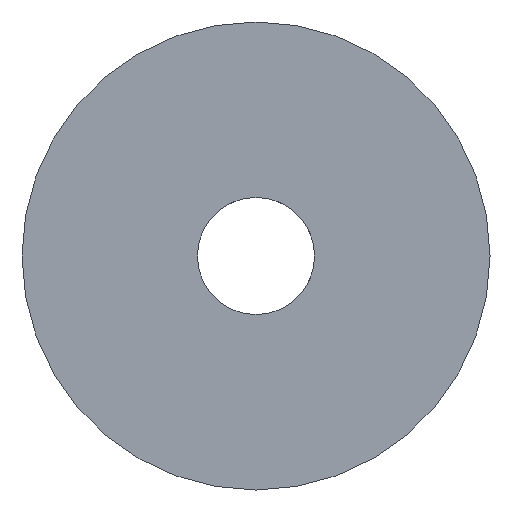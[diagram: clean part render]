
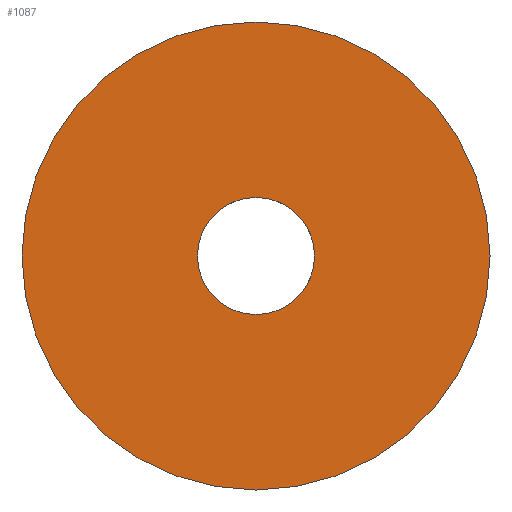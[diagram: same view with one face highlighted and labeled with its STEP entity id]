
A CAD part, front view. The second image highlights one B-rep face of the part: STEP entity #1087.
In plain terms, the highlighted planar face has unit normal (0, -1, 0).
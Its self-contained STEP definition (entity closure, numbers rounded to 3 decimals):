
#9 = ORIENTED_EDGE ( 'NONE', *, *, #521, .T. ) ;
#18 = FACE_BOUND ( 'NONE', #2237, .T. ) ;
#49 = ORIENTED_EDGE ( 'NONE', *, *, #809, .T. ) ;
#179 = DIRECTION ( 'NONE',  ( 0., 1., 0. ) ) ;
#280 = EDGE_CURVE ( 'NONE', #1733, #1480, #2031, .T. ) ;
#521 = EDGE_CURVE ( 'NONE', #938, #2431, #530, .T. ) ;
#530 = CIRCLE ( 'NONE', #2413, 4. ) ;
#809 = EDGE_CURVE ( 'NONE', #2431, #938, #1656, .T. ) ;
#824 = CARTESIAN_POINT ( 'NONE',  ( 16., -2., 0. ) ) ;
#912 = AXIS2_PLACEMENT_3D ( 'NONE', #1676, #179, #1221 ) ;
#938 = VERTEX_POINT ( 'NONE', #3031 ) ;
#993 = CARTESIAN_POINT ( 'NONE',  ( 0., -2., 0. ) ) ;
#1027 = DIRECTION ( 'NONE',  ( 0., 1., 0. ) ) ;
#1081 = CARTESIAN_POINT ( 'NONE',  ( 0., -2., 0. ) ) ;
#1087 = ADVANCED_FACE ( 'NONE', ( #18, #2078 ), #3093, .T. ) ;
#1116 = DIRECTION ( 'NONE',  ( 1., 0., 0. ) ) ;
#1184 = ORIENTED_EDGE ( 'NONE', *, *, #280, .T. ) ;
#1221 = DIRECTION ( 'NONE',  ( -1., 0., 0. ) ) ;
#1480 = VERTEX_POINT ( 'NONE', #824 ) ;
#1495 = DIRECTION ( 'NONE',  ( -1., 0., 0. ) ) ;
#1592 = CARTESIAN_POINT ( 'NONE',  ( -4., -2., 0. ) ) ;
#1603 = DIRECTION ( 'NONE',  ( 1., 0., 0. ) ) ;
#1656 = CIRCLE ( 'NONE', #912, 4. ) ;
#1676 = CARTESIAN_POINT ( 'NONE',  ( 0., -2., 0. ) ) ;
#1733 = VERTEX_POINT ( 'NONE', #2546 ) ;
#1847 = CARTESIAN_POINT ( 'NONE',  ( 0., -2., 0. ) ) ;
#1973 = ORIENTED_EDGE ( 'NONE', *, *, #2350, .T. ) ;
#2031 = CIRCLE ( 'NONE', #2457, 16. ) ;
#2078 = FACE_OUTER_BOUND ( 'NONE', #2907, .T. ) ;
#2101 = AXIS2_PLACEMENT_3D ( 'NONE', #1081, #2107, #2378 ) ;
#2107 = DIRECTION ( 'NONE',  ( 0., -1., 0. ) ) ;
#2237 = EDGE_LOOP ( 'NONE', ( #49, #9 ) ) ;
#2350 = EDGE_CURVE ( 'NONE', #1480, #1733, #3110, .T. ) ;
#2378 = DIRECTION ( 'NONE',  ( 1., 0., 0. ) ) ;
#2413 = AXIS2_PLACEMENT_3D ( 'NONE', #993, #1027, #1495 ) ;
#2431 = VERTEX_POINT ( 'NONE', #1592 ) ;
#2457 = AXIS2_PLACEMENT_3D ( 'NONE', #2858, #3152, #1116 ) ;
#2465 = AXIS2_PLACEMENT_3D ( 'NONE', #1847, #2864, #1603 ) ;
#2546 = CARTESIAN_POINT ( 'NONE',  ( -16., -2., 0. ) ) ;
#2858 = CARTESIAN_POINT ( 'NONE',  ( 0., -2., 0. ) ) ;
#2864 = DIRECTION ( 'NONE',  ( 0., -1., 0. ) ) ;
#2907 = EDGE_LOOP ( 'NONE', ( #1184, #1973 ) ) ;
#3031 = CARTESIAN_POINT ( 'NONE',  ( 4., -2., 0. ) ) ;
#3093 = PLANE ( 'NONE',  #2465 ) ;
#3110 = CIRCLE ( 'NONE', #2101, 16. ) ;
#3152 = DIRECTION ( 'NONE',  ( 0., -1., 0. ) ) ;
